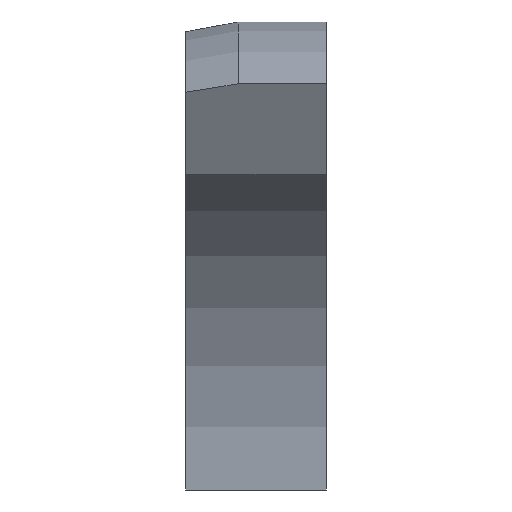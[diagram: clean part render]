
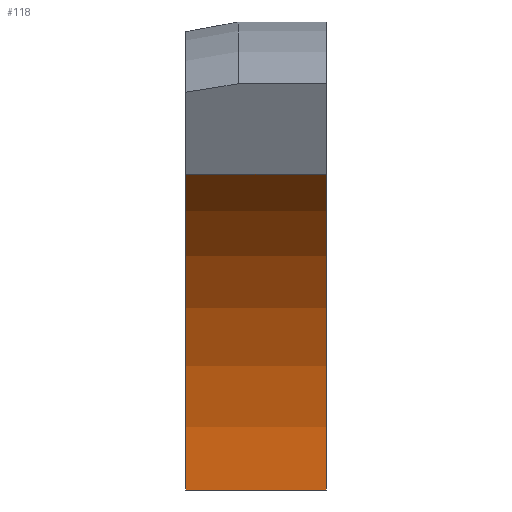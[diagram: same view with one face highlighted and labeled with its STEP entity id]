
A CAD part, left-side view. The second image highlights one B-rep face of the part: STEP entity #118.
In plain terms, the highlighted cylindrical face has radius 711.2 mm (diameter 1422.4 mm), a partial arc.
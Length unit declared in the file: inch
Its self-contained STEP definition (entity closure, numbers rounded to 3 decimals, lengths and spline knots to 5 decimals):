
#17=CYLINDRICAL_SURFACE('',#142,28.);
#20=FACE_OUTER_BOUND('',#27,.T.);
#27=EDGE_LOOP('',(#90,#91,#92,#93));
#33=CIRCLE('',#139,28.);
#35=CIRCLE('',#143,28.);
#41=LINE('',#203,#51);
#42=LINE('',#205,#52);
#51=VECTOR('',#167,0.3937);
#52=VECTOR('',#168,0.3937);
#57=VERTEX_POINT('',#187);
#60=VERTEX_POINT('',#192);
#63=VERTEX_POINT('',#202);
#64=VERTEX_POINT('',#204);
#70=EDGE_CURVE('',#57,#60,#33,.T.);
#74=EDGE_CURVE('',#63,#57,#41,.T.);
#75=EDGE_CURVE('',#60,#64,#42,.T.);
#76=EDGE_CURVE('',#63,#64,#35,.T.);
#90=ORIENTED_EDGE('',*,*,#74,.T.);
#91=ORIENTED_EDGE('',*,*,#70,.T.);
#92=ORIENTED_EDGE('',*,*,#75,.T.);
#93=ORIENTED_EDGE('',*,*,#76,.F.);
#118=ADVANCED_FACE('',(#20),#17,.F.);
#139=AXIS2_PLACEMENT_3D('',#194,#157,#158);
#142=AXIS2_PLACEMENT_3D('',#201,#165,#166);
#143=AXIS2_PLACEMENT_3D('',#206,#169,#170);
#157=DIRECTION('center_axis',(0.,-1.,0.));
#158=DIRECTION('ref_axis',(1.,0.,0.));
#165=DIRECTION('center_axis',(0.,-1.,0.));
#166=DIRECTION('ref_axis',(1.,0.,0.));
#167=DIRECTION('',(0.,-1.,0.));
#168=DIRECTION('',(0.,1.,0.));
#169=DIRECTION('center_axis',(0.,-1.,0.));
#170=DIRECTION('ref_axis',(1.,0.,0.));
#187=CARTESIAN_POINT('',(63.07256,-15.32022,0.125));
#192=CARTESIAN_POINT('',(21.18123,-15.32022,24.31097));
#194=CARTESIAN_POINT('Origin',(35.07283,-15.32022,0.));
#201=CARTESIAN_POINT('Origin',(35.07283,-9.94522,0.));
#202=CARTESIAN_POINT('',(63.07256,-4.57022,0.125));
#203=CARTESIAN_POINT('',(63.07256,-9.94522,0.125));
#204=CARTESIAN_POINT('',(21.18123,-4.57022,24.31097));
#205=CARTESIAN_POINT('',(21.18123,-9.94522,24.31097));
#206=CARTESIAN_POINT('Origin',(35.07283,-4.57022,0.));
